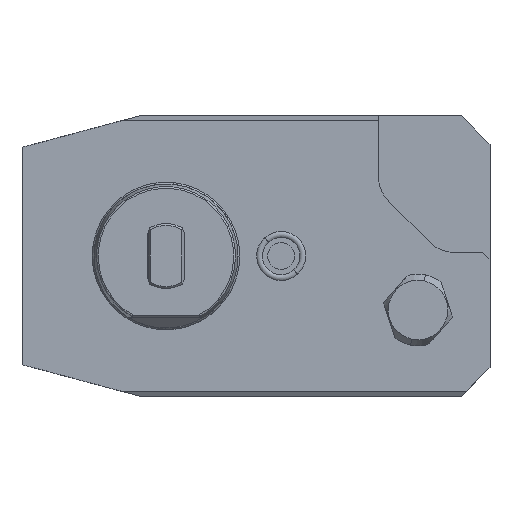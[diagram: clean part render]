
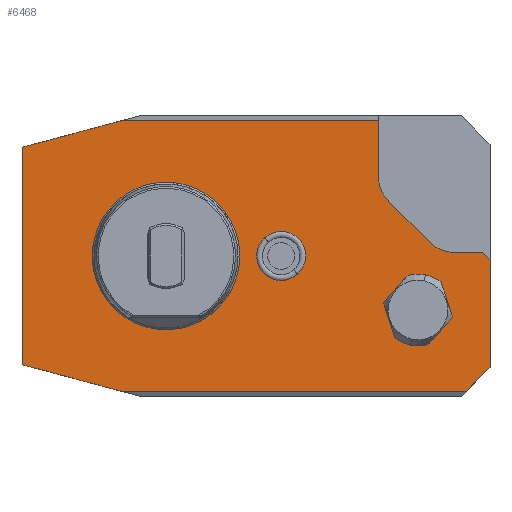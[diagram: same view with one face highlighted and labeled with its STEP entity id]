
A CAD part, front view. The second image highlights one B-rep face of the part: STEP entity #6468.
In plain terms, the highlighted planar face has unit normal (0, -1, 0).
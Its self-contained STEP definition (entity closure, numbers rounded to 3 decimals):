
#33=DIRECTION('',(-0.966,0.,-0.259));
#34=VECTOR('',#33,28.47);
#35=CARTESIAN_POINT('',(-12.5,0.,37.526));
#36=LINE('',#35,#34);
#49=DIRECTION('',(0.,0.,1.));
#50=VECTOR('',#49,15.384);
#51=CARTESIAN_POINT('',(59.,0.,22.142));
#52=LINE('',#51,#50);
#53=CARTESIAN_POINT('',(69.,0.,22.142));
#54=DIRECTION('',(0.,1.,0.));
#55=DIRECTION('',(-0.707,0.,-0.707));
#56=AXIS2_PLACEMENT_3D('',#53,#54,#55);
#58=DIRECTION('',(-0.707,0.,0.707));
#59=VECTOR('',#58,15.757);
#60=CARTESIAN_POINT('',(73.071,0.,3.929));
#61=LINE('',#60,#59);
#62=CARTESIAN_POINT('',(80.142,0.,11.));
#63=DIRECTION('',(0.,1.,0.));
#64=DIRECTION('',(0.,0.,-1.));
#65=AXIS2_PLACEMENT_3D('',#62,#63,#64);
#67=DIRECTION('',(-1.,0.,0.));
#68=VECTOR('',#67,7.858);
#69=CARTESIAN_POINT('',(88.,0.,1.));
#70=LINE('',#69,#68);
#71=DIRECTION('',(-0.707,0.,0.707));
#72=VECTOR('',#71,2.828);
#73=CARTESIAN_POINT('',(90.,0.,-1.));
#74=LINE('',#73,#72);
#75=DIRECTION('',(0.,0.,1.));
#76=VECTOR('',#75,30.);
#77=CARTESIAN_POINT('',(90.,0.,-31.));
#78=LINE('',#77,#76);
#79=DIRECTION('',(0.707,0.,0.707));
#80=VECTOR('',#79,9.23);
#81=CARTESIAN_POINT('',(83.474,0.,-37.526));
#82=LINE('',#81,#80);
#83=DIRECTION('',(0.,0.,-1.));
#84=VECTOR('',#83,60.315);
#85=CARTESIAN_POINT('',(-40.,0.,30.158));
#86=LINE('',#85,#84);
#87=CARTESIAN_POINT('',(32.,0.,0.));
#88=DIRECTION('',(0.,-1.,0.));
#89=DIRECTION('',(0.674,0.,-0.738));
#90=AXIS2_PLACEMENT_3D('',#87,#88,#89);
#92=CARTESIAN_POINT('',(32.,0.,0.));
#93=DIRECTION('',(0.,-1.,0.));
#94=DIRECTION('',(-0.674,0.,0.738));
#95=AXIS2_PLACEMENT_3D('',#92,#93,#94);
#101=DIRECTION('',(-1.,0.,0.));
#102=VECTOR('',#101,71.5);
#103=CARTESIAN_POINT('',(59.,0.,37.526));
#104=LINE('',#103,#102);
#264=DIRECTION('',(1.,0.,0.));
#265=VECTOR('',#264,95.974);
#266=CARTESIAN_POINT('',(-12.5,0.,-37.526));
#267=LINE('',#266,#265);
#276=DIRECTION('',(0.966,0.,-0.259));
#277=VECTOR('',#276,28.47);
#278=CARTESIAN_POINT('',(-40.,0.,-30.158));
#279=LINE('',#278,#277);
#4063=CARTESIAN_POINT('',(70.,0.,-15.));
#4064=DIRECTION('',(0.,-1.,0.));
#4065=DIRECTION('',(0.647,0.,0.763));
#4066=AXIS2_PLACEMENT_3D('',#4063,#4064,#4065);
#4086=DIRECTION('',(0.307,0.,-0.952));
#4087=VECTOR('',#4086,10.175);
#4088=CARTESIAN_POINT('',(76.469,0.,-7.374));
#4089=LINE('',#4088,#4087);
#4090=DIRECTION('',(-0.67,0.,-0.742));
#4091=VECTOR('',#4090,10.175);
#4092=CARTESIAN_POINT('',(79.597,0.,-17.056));
#4093=LINE('',#4092,#4091);
#4098=CARTESIAN_POINT('',(70.,0.,-15.));
#4099=DIRECTION('',(0.,-1.,0.));
#4100=DIRECTION('',(-0.647,0.,-0.763));
#4101=AXIS2_PLACEMENT_3D('',#4098,#4099,#4100);
#4121=DIRECTION('',(-0.307,0.,0.952));
#4122=VECTOR('',#4121,10.175);
#4123=CARTESIAN_POINT('',(63.531,0.,-22.626));
#4124=LINE('',#4123,#4122);
#4125=DIRECTION('',(0.67,0.,0.742));
#4126=VECTOR('',#4125,10.175);
#4127=CARTESIAN_POINT('',(60.403,0.,-12.943));
#4128=LINE('',#4127,#4126);
#4307=CARTESIAN_POINT('',(0.,0.,0.));
#4308=DIRECTION('',(0.,1.,0.));
#4309=DIRECTION('',(1.,0.,0.));
#4310=AXIS2_PLACEMENT_3D('',#4307,#4308,#4309);
#4312=CARTESIAN_POINT('',(0.,0.,0.));
#4313=DIRECTION('',(0.,1.,0.));
#4314=DIRECTION('',(-1.,0.,0.));
#4315=AXIS2_PLACEMENT_3D('',#4312,#4313,#4314);
#5759=CARTESIAN_POINT('',(-12.5,0.,37.526));
#5760=VERTEX_POINT('',#5759);
#5761=CARTESIAN_POINT('',(-12.5,0.,-37.526));
#5762=VERTEX_POINT('',#5761);
#6149=CARTESIAN_POINT('',(36.586,0.,-5.021));
#6150=CARTESIAN_POINT('',(27.414,0.,5.021));
#6151=VERTEX_POINT('',#6149);
#6152=VERTEX_POINT('',#6150);
#6177=CARTESIAN_POINT('',(90.,0.,-31.));
#6178=CARTESIAN_POINT('',(90.,0.,-1.));
#6179=VERTEX_POINT('',#6177);
#6180=VERTEX_POINT('',#6178);
#6189=CARTESIAN_POINT('',(83.474,0.,-37.526));
#6190=VERTEX_POINT('',#6189);
#6193=CARTESIAN_POINT('',(-40.,0.,30.158));
#6194=CARTESIAN_POINT('',(-40.,0.,-30.158));
#6195=VERTEX_POINT('',#6193);
#6196=VERTEX_POINT('',#6194);
#6197=CARTESIAN_POINT('',(88.,0.,1.));
#6198=VERTEX_POINT('',#6197);
#6199=CARTESIAN_POINT('',(80.142,0.,1.));
#6200=VERTEX_POINT('',#6199);
#6201=CARTESIAN_POINT('',(73.071,0.,
3.929));
#6202=VERTEX_POINT('',#6201);
#6203=CARTESIAN_POINT('',(61.929,0.,15.071));
#6204=VERTEX_POINT('',#6203);
#6205=CARTESIAN_POINT('',(59.,0.,22.142));
#6206=VERTEX_POINT('',#6205);
#6212=CARTESIAN_POINT('',(59.,0.,37.526));
#6214=VERTEX_POINT('',#6212);
#6215=CARTESIAN_POINT('',(19.853,0.,0.));
#6216=CARTESIAN_POINT('',(-19.853,0.,0.));
#6217=VERTEX_POINT('',#6215);
#6218=VERTEX_POINT('',#6216);
#6227=CARTESIAN_POINT('',(76.469,0.,-7.374));
#6228=CARTESIAN_POINT('',(67.224,0.,-5.393));
#6229=VERTEX_POINT('',#6227);
#6230=VERTEX_POINT('',#6228);
#6231=CARTESIAN_POINT('',(63.531,0.,-22.626));
#6232=CARTESIAN_POINT('',(72.776,0.,-24.607));
#6233=VERTEX_POINT('',#6231);
#6234=VERTEX_POINT('',#6232);
#6235=CARTESIAN_POINT('',(60.403,0.,-12.943));
#6236=VERTEX_POINT('',#6235);
#6237=CARTESIAN_POINT('',(79.597,0.,-17.056));
#6238=VERTEX_POINT('',#6237);
#6410=CARTESIAN_POINT('',(0.,0.,0.));
#6411=DIRECTION('',(0.,-1.,0.));
#6412=DIRECTION('',(-1.,0.,0.));
#6413=AXIS2_PLACEMENT_3D('',#6410,#6411,#6412);
#6414=PLANE('',#6413);
#6416=ORIENTED_EDGE('',*,*,#6415,.F.);
#6418=ORIENTED_EDGE('',*,*,#6417,.F.);
#6420=ORIENTED_EDGE('',*,*,#6419,.F.);
#6422=ORIENTED_EDGE('',*,*,#6421,.F.);
#6424=ORIENTED_EDGE('',*,*,#6423,.F.);
#6426=ORIENTED_EDGE('',*,*,#6425,.F.);
#6428=ORIENTED_EDGE('',*,*,#6427,.F.);
#6430=ORIENTED_EDGE('',*,*,#6429,.F.);
#6432=ORIENTED_EDGE('',*,*,#6431,.F.);
#6434=ORIENTED_EDGE('',*,*,#6433,.F.);
#6436=ORIENTED_EDGE('',*,*,#6435,.F.);
#6438=ORIENTED_EDGE('',*,*,#6437,.F.);
#6439=ORIENTED_EDGE('',*,*,#6393,.F.);
#6440=EDGE_LOOP('',(#6416,#6418,#6420,#6422,#6424,#6426,#6428,#6430,#6432,#6434,
#6436,#6438,#6439));
#6441=FACE_OUTER_BOUND('',#6440,.F.);
#6443=ORIENTED_EDGE('',*,*,#6442,.T.);
#6445=ORIENTED_EDGE('',*,*,#6444,.F.);
#6447=ORIENTED_EDGE('',*,*,#6446,.F.);
#6449=ORIENTED_EDGE('',*,*,#6448,.T.);
#6451=ORIENTED_EDGE('',*,*,#6450,.F.);
#6453=ORIENTED_EDGE('',*,*,#6452,.F.);
#6454=EDGE_LOOP('',(#6443,#6445,#6447,#6449,#6451,#6453));
#6455=FACE_BOUND('',#6454,.F.);
#6457=ORIENTED_EDGE('',*,*,#6456,.F.);
#6459=ORIENTED_EDGE('',*,*,#6458,.F.);
#6460=EDGE_LOOP('',(#6457,#6459));
#6461=FACE_BOUND('',#6460,.F.);
#6463=ORIENTED_EDGE('',*,*,#6462,.T.);
#6465=ORIENTED_EDGE('',*,*,#6464,.T.);
#6466=EDGE_LOOP('',(#6463,#6465));
#6467=FACE_BOUND('',#6466,.F.);
#57=CIRCLE('',#56,10.);
#66=CIRCLE('',#65,10.);
#91=CIRCLE('',#90,6.8);
#96=CIRCLE('',#95,6.8);
#4067=CIRCLE('',#4066,10.);
#4102=CIRCLE('',#4101,10.);
#4311=CIRCLE('',#4310,19.853);
#4316=CIRCLE('',#4315,19.853);
#6393=EDGE_CURVE('',#5760,#6195,#36,.T.);
#6415=EDGE_CURVE('',#6214,#5760,#104,.T.);
#6417=EDGE_CURVE('',#6206,#6214,#52,.T.);
#6419=EDGE_CURVE('',#6204,#6206,#57,.T.);
#6421=EDGE_CURVE('',#6202,#6204,#61,.T.);
#6423=EDGE_CURVE('',#6200,#6202,#66,.T.);
#6425=EDGE_CURVE('',#6198,#6200,#70,.T.);
#6427=EDGE_CURVE('',#6180,#6198,#74,.T.);
#6429=EDGE_CURVE('',#6179,#6180,#78,.T.);
#6431=EDGE_CURVE('',#6190,#6179,#82,.T.);
#6433=EDGE_CURVE('',#5762,#6190,#267,.T.);
#6435=EDGE_CURVE('',#6196,#5762,#279,.T.);
#6437=EDGE_CURVE('',#6195,#6196,#86,.T.);
#6442=EDGE_CURVE('',#6229,#6230,#4067,.T.);
#6444=EDGE_CURVE('',#6236,#6230,#4128,.T.);
#6446=EDGE_CURVE('',#6233,#6236,#4124,.T.);
#6448=EDGE_CURVE('',#6233,#6234,#4102,.T.);
#6450=EDGE_CURVE('',#6238,#6234,#4093,.T.);
#6452=EDGE_CURVE('',#6229,#6238,#4089,.T.);
#6456=EDGE_CURVE('',#6217,#6218,#4311,.T.);
#6458=EDGE_CURVE('',#6218,#6217,#4316,.T.);
#6462=EDGE_CURVE('',#6151,#6152,#91,.T.);
#6464=EDGE_CURVE('',#6152,#6151,#96,.T.);
#6468=ADVANCED_FACE('',(#6441,#6455,#6461,#6467),#6414,.T.);
